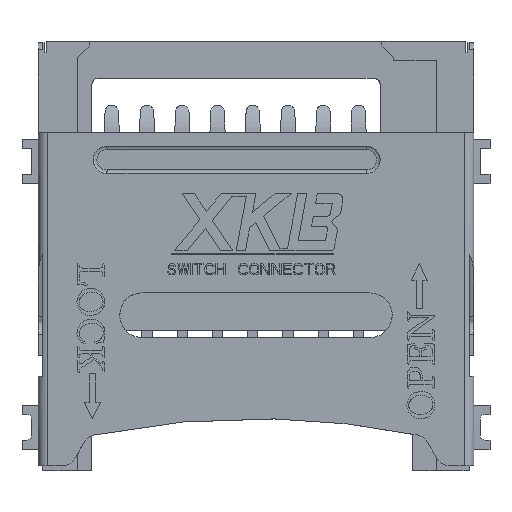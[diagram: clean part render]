
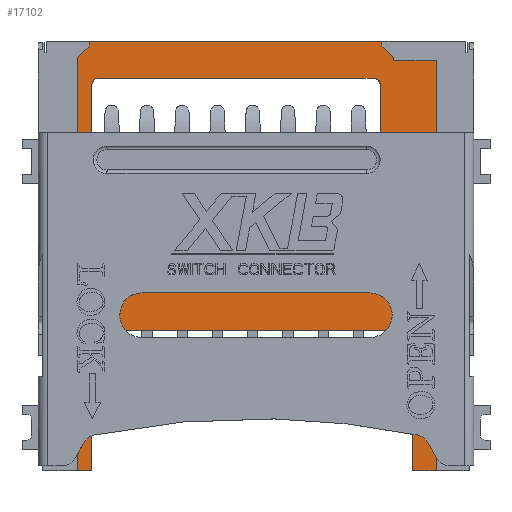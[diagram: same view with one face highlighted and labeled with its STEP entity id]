
A CAD part, top view. The second image highlights one B-rep face of the part: STEP entity #17102.
In plain terms, the highlighted planar face has unit normal (0, 0, 1).
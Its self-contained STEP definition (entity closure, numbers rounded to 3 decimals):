
#269=DIRECTION('',(0.,1.,0.));
#270=VECTOR('',#269,12.899);
#271=CARTESIAN_POINT('',(-5.568,-13.4,
0.774));
#272=LINE('',#271,#270);
#273=DIRECTION('',(-0.727,-0.687,0.));
#274=VECTOR('',#273,0.505);
#275=CARTESIAN_POINT('',(-5.201,-0.154,
0.774));
#276=LINE('',#275,#274);
#277=DIRECTION('',(0.,-1.,0.));
#278=VECTOR('',#277,0.154);
#279=CARTESIAN_POINT('',(-5.201,0.,0.774));
#280=LINE('',#279,#278);
#281=DIRECTION('',(0.,1.,0.));
#282=VECTOR('',#281,0.154);
#283=CARTESIAN_POINT('',(3.932,-0.154,
0.774));
#284=LINE('',#283,#282);
#285=DIRECTION('',(-0.727,0.687,0.));
#286=VECTOR('',#285,0.505);
#287=CARTESIAN_POINT('',(4.3,-0.501,
0.774));
#288=LINE('',#287,#286);
#289=DIRECTION('',(0.,1.,0.));
#290=VECTOR('',#289,0.099);
#291=CARTESIAN_POINT('',(4.3,-0.6,
0.774));
#292=LINE('',#291,#290);
#293=DIRECTION('',(0.041,-0.999,0.));
#294=VECTOR('',#293,2.432);
#295=CARTESIAN_POINT('',(3.886,-2.671,0.774));
#296=LINE('',#295,#294);
#297=DIRECTION('',(0.,-1.,0.));
#298=VECTOR('',#297,1.322);
#299=CARTESIAN_POINT('',(3.886,-1.349,0.774));
#300=LINE('',#299,#298);
#301=CARTESIAN_POINT('',(3.886,-1.349,0.774));
#302=CARTESIAN_POINT('',(3.88,-1.298,0.774));
#303=CARTESIAN_POINT('',(3.841,-1.193,0.774));
#304=CARTESIAN_POINT('',(3.736,-1.154,0.774));
#305=CARTESIAN_POINT('',(3.685,-1.148,0.774));
#307=DIRECTION('',(1.,0.,0.));
#308=VECTOR('',#307,8.599);
#309=CARTESIAN_POINT('',(-4.914,-1.148,
0.774));
#310=LINE('',#309,#308);
#311=CARTESIAN_POINT('',(-4.914,-1.148,
0.774));
#312=CARTESIAN_POINT('',(-4.966,-1.151,
0.774));
#313=CARTESIAN_POINT('',(-5.072,-1.189,
0.774));
#314=CARTESIAN_POINT('',(-5.117,-1.298,
0.774));
#315=CARTESIAN_POINT('',(-5.114,-1.349,
0.774));
#317=DIRECTION('',(0.,1.,0.));
#318=VECTOR('',#317,1.322);
#319=CARTESIAN_POINT('',(-5.114,-2.671,
0.774));
#320=LINE('',#319,#318);
#321=DIRECTION('',(0.041,0.999,0.));
#322=VECTOR('',#321,2.432);
#323=CARTESIAN_POINT('',(-5.214,-5.101,
0.774));
#324=LINE('',#323,#322);
#325=DIRECTION('',(0.,1.,0.));
#326=VECTOR('',#325,0.995);
#327=CARTESIAN_POINT('',(-5.214,-6.096,
0.774));
#328=LINE('',#327,#326);
#329=DIRECTION('',(-1.,0.,0.));
#330=VECTOR('',#329,9.2);
#331=CARTESIAN_POINT('',(3.986,-6.096,0.774));
#332=LINE('',#331,#330);
#333=DIRECTION('',(0.,-1.,0.));
#334=VECTOR('',#333,0.995);
#335=CARTESIAN_POINT('',(3.986,-5.101,0.774));
#336=LINE('',#335,#334);
#1516=DIRECTION('',(1.,0.,0.));
#1517=VECTOR('',#1516,9.133);
#1518=CARTESIAN_POINT('',(-5.201,0.,0.774));
#1519=LINE('',#1518,#1517);
#1564=DIRECTION('',(1.,0.,0.));
#1565=VECTOR('',#1564,1.329);
#1566=CARTESIAN_POINT('',(4.3,-0.6,
0.774));
#1567=LINE('',#1566,#1565);
#1568=DIRECTION('',(0.,1.,0.));
#1569=VECTOR('',#1568,12.8);
#1570=CARTESIAN_POINT('',(5.628,-13.4,
0.774));
#1571=LINE('',#1570,#1569);
#1580=DIRECTION('',(1.,0.,0.));
#1581=VECTOR('',#1580,0.748);
#1582=CARTESIAN_POINT('',(4.88,-13.4,
0.774));
#1583=LINE('',#1582,#1581);
#1600=DIRECTION('',(0.,-1.,0.));
#1601=VECTOR('',#1600,3.685);
#1602=CARTESIAN_POINT('',(4.88,-9.714,
0.774));
#1603=LINE('',#1602,#1601);
#1616=DIRECTION('',(0.,1.,0.));
#1617=VECTOR('',#1616,4.38);
#1618=CARTESIAN_POINT('',(-5.114,-13.4,
0.774));
#1619=LINE('',#1618,#1617);
#1688=DIRECTION('',(1.,0.,0.));
#1689=VECTOR('',#1688,9.3);
#1690=CARTESIAN_POINT('',(-5.114,-9.02,
0.774));
#1691=LINE('',#1690,#1689);
#1913=DIRECTION('',(0.707,-0.707,0.));
#1914=VECTOR('',#1913,0.982);
#1915=CARTESIAN_POINT('',(4.186,-9.02,
0.774));
#1916=LINE('',#1915,#1914);
#2192=DIRECTION('',(-1.,0.,0.));
#2193=VECTOR('',#2192,0.454);
#2194=CARTESIAN_POINT('',(-5.114,-13.4,
0.774));
#2195=LINE('',#2194,#2193);
#12924=CARTESIAN_POINT('',(4.88,-9.714,
0.774));
#12925=CARTESIAN_POINT('',(4.88,-13.4,
0.774));
#12926=VERTEX_POINT('',#12924);
#12927=VERTEX_POINT('',#12925);
#12928=CARTESIAN_POINT('',(5.628,-13.4,
0.774));
#12929=VERTEX_POINT('',#12928);
#12930=CARTESIAN_POINT('',(-5.568,-13.4,
0.774));
#12931=VERTEX_POINT('',#12930);
#12932=CARTESIAN_POINT('',(-5.114,-13.4,
0.774));
#12933=VERTEX_POINT('',#12932);
#12934=CARTESIAN_POINT('',(-5.114,-9.02,
0.774));
#12935=VERTEX_POINT('',#12934);
#12948=CARTESIAN_POINT('',(5.628,-0.6,
0.774));
#12949=VERTEX_POINT('',#12948);
#12950=CARTESIAN_POINT('',(4.3,-0.501,
0.774));
#12951=CARTESIAN_POINT('',(3.932,-0.154,
0.774));
#12952=VERTEX_POINT('',#12950);
#12953=VERTEX_POINT('',#12951);
#12954=CARTESIAN_POINT('',(-5.201,-0.154,
0.774));
#12955=CARTESIAN_POINT('',(-5.568,-0.501,
0.774));
#12956=VERTEX_POINT('',#12954);
#12957=VERTEX_POINT('',#12955);
#12972=CARTESIAN_POINT('',(-5.201,0.,0.774));
#12973=CARTESIAN_POINT('',(3.932,0.,0.774));
#12974=VERTEX_POINT('',#12972);
#12975=VERTEX_POINT('',#12973);
#12976=CARTESIAN_POINT('',(4.3,-0.6,
0.774));
#12977=VERTEX_POINT('',#12976);
#14038=CARTESIAN_POINT('',(3.886,-2.671,
0.774));
#14039=CARTESIAN_POINT('',(3.986,-5.101,
0.774));
#14040=VERTEX_POINT('',#14038);
#14041=VERTEX_POINT('',#14039);
#14042=CARTESIAN_POINT('',(3.986,-6.096,
0.774));
#14043=VERTEX_POINT('',#14042);
#14044=CARTESIAN_POINT('',(-5.214,-6.096,
0.774));
#14045=VERTEX_POINT('',#14044);
#14046=CARTESIAN_POINT('',(-5.214,-5.101,
0.774));
#14047=VERTEX_POINT('',#14046);
#14048=CARTESIAN_POINT('',(-5.114,-2.671,
0.774));
#14049=VERTEX_POINT('',#14048);
#14050=CARTESIAN_POINT('',(-5.114,-1.349,
0.774));
#14051=VERTEX_POINT('',#14050);
#14052=VERTEX_POINT('',#311);
#14053=CARTESIAN_POINT('',(3.685,-1.148,
0.774));
#14054=VERTEX_POINT('',#14053);
#14055=VERTEX_POINT('',#301);
#14056=CARTESIAN_POINT('',(4.186,-9.02,
0.774));
#14057=VERTEX_POINT('',#14056);
#17053=CARTESIAN_POINT('',(-5.568,-13.4,
0.774));
#17054=DIRECTION('',(0.,0.,-1.));
#17055=DIRECTION('',(1.,0.,0.));
#17056=AXIS2_PLACEMENT_3D('',#17053,#17054,#17055);
#17057=PLANE('',#17056);
#17059=ORIENTED_EDGE('',*,*,#17058,.T.);
#17061=ORIENTED_EDGE('',*,*,#17060,.F.);
#17063=ORIENTED_EDGE('',*,*,#17062,.F.);
#17065=ORIENTED_EDGE('',*,*,#17064,.T.);
#17067=ORIENTED_EDGE('',*,*,#17066,.F.);
#17069=ORIENTED_EDGE('',*,*,#17068,.F.);
#17071=ORIENTED_EDGE('',*,*,#17070,.F.);
#17073=ORIENTED_EDGE('',*,*,#17072,.T.);
#17075=ORIENTED_EDGE('',*,*,#17074,.F.);
#17077=ORIENTED_EDGE('',*,*,#17076,.F.);
#17079=ORIENTED_EDGE('',*,*,#17078,.F.);
#17081=ORIENTED_EDGE('',*,*,#17080,.F.);
#17083=ORIENTED_EDGE('',*,*,#17082,.F.);
#17085=ORIENTED_EDGE('',*,*,#17084,.F.);
#17087=ORIENTED_EDGE('',*,*,#17086,.T.);
#17088=EDGE_LOOP('',(#17059,#17061,#17063,#17065,#17067,#17069,#17071,#17073,
#17075,#17077,#17079,#17081,#17083,#17085,#17087));
#17089=FACE_OUTER_BOUND('',#17088,.F.);
#17090=ORIENTED_EDGE('',*,*,#16829,.F.);
#17091=ORIENTED_EDGE('',*,*,#16844,.F.);
#17092=ORIENTED_EDGE('',*,*,#16864,.T.);
#17093=ORIENTED_EDGE('',*,*,#16878,.F.);
#17094=ORIENTED_EDGE('',*,*,#16898,.T.);
#17095=ORIENTED_EDGE('',*,*,#16912,.F.);
#17096=ORIENTED_EDGE('',*,*,#16926,.F.);
#17097=ORIENTED_EDGE('',*,*,#16940,.F.);
#17098=ORIENTED_EDGE('',*,*,#16954,.F.);
#17099=ORIENTED_EDGE('',*,*,#17047,.F.);
#17100=EDGE_LOOP('',(#17090,#17091,#17092,#17093,#17094,#17095,#17096,#17097,
#17098,#17099));
#17101=FACE_BOUND('',#17100,.F.);
#306=B_SPLINE_CURVE_WITH_KNOTS('',3,(#301,#302,#303,#304,#305),.UNSPECIFIED.,
.F.,.F.,(4,1,4),(0.,0.5,1.),.UNSPECIFIED.);
#316=B_SPLINE_CURVE_WITH_KNOTS('',3,(#311,#312,#313,#314,#315),.UNSPECIFIED.,
.F.,.F.,(4,1,4),(0.,0.505,1.),.UNSPECIFIED.);
#16829=EDGE_CURVE('',#14040,#14041,#296,.T.);
#16844=EDGE_CURVE('',#14055,#14040,#300,.T.);
#16864=EDGE_CURVE('',#14055,#14054,#306,.T.);
#16878=EDGE_CURVE('',#14052,#14054,#310,.T.);
#16898=EDGE_CURVE('',#14052,#14051,#316,.T.);
#16912=EDGE_CURVE('',#14049,#14051,#320,.T.);
#16926=EDGE_CURVE('',#14047,#14049,#324,.T.);
#16940=EDGE_CURVE('',#14045,#14047,#328,.T.);
#16954=EDGE_CURVE('',#14043,#14045,#332,.T.);
#17047=EDGE_CURVE('',#14041,#14043,#336,.T.);
#17058=EDGE_CURVE('',#12931,#12957,#272,.T.);
#17060=EDGE_CURVE('',#12956,#12957,#276,.T.);
#17062=EDGE_CURVE('',#12974,#12956,#280,.T.);
#17064=EDGE_CURVE('',#12974,#12975,#1519,.T.);
#17066=EDGE_CURVE('',#12953,#12975,#284,.T.);
#17068=EDGE_CURVE('',#12952,#12953,#288,.T.);
#17070=EDGE_CURVE('',#12977,#12952,#292,.T.);
#17072=EDGE_CURVE('',#12977,#12949,#1567,.T.);
#17074=EDGE_CURVE('',#12929,#12949,#1571,.T.);
#17076=EDGE_CURVE('',#12927,#12929,#1583,.T.);
#17078=EDGE_CURVE('',#12926,#12927,#1603,.T.);
#17080=EDGE_CURVE('',#14057,#12926,#1916,.T.);
#17082=EDGE_CURVE('',#12935,#14057,#1691,.T.);
#17084=EDGE_CURVE('',#12933,#12935,#1619,.T.);
#17086=EDGE_CURVE('',#12933,#12931,#2195,.T.);
#17102=ADVANCED_FACE('',(#17089,#17101),#17057,.F.);
